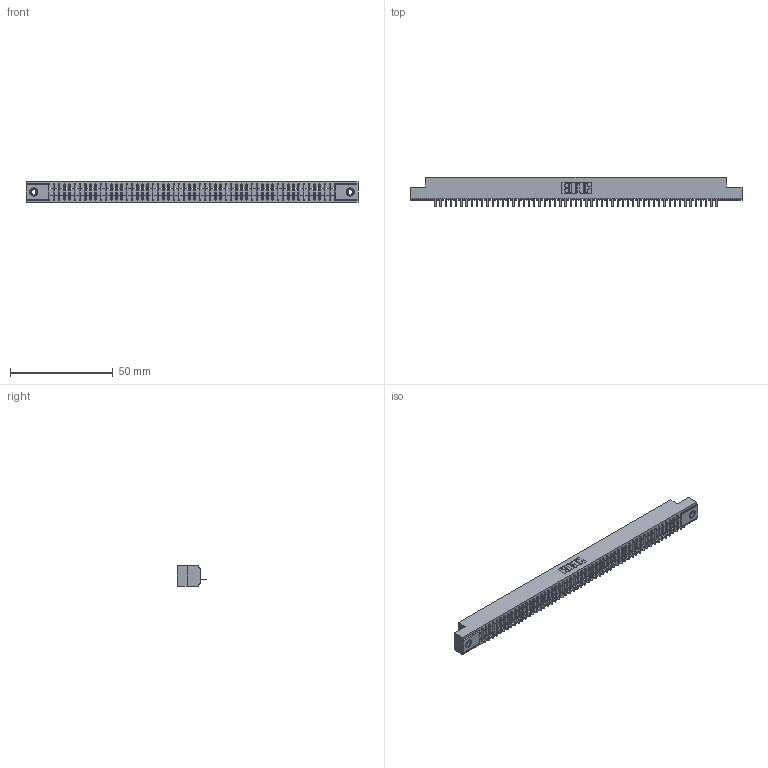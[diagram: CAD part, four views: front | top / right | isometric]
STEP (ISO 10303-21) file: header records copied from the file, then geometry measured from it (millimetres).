
FILE_DESCRIPTION (( 'STEP AP203' ), '1' );
FILE_NAME ('391-055-520-108.STEP', '2018-08-09T07:33:08', ( '' ), ( '' ), 'SwSTEP 2.0', 'SolidWorks 2016', '' );
FILE_SCHEMA (( 'CONFIG_CONTROL_DESIGN' ));
Length unit declared in the file: inch
Products named in the file (4): 341 Part_.156 (3.96) Dia Mounting Holes; 341-292-001_341-292-120; 345-250-001_345-250-003-102; 391-055-520-108
Assembly tree (58 placements, depth 2):
  391-055-520-108
    341 Part_.156 (3.96) Dia Mounting Holes
    341-292-001_341-292-120  x55
    345-250-001_345-250-003-102  x2
Bounding box: 161.93 x 14.27 x 10.16 mm (x, y, z)
Volume: 11570.9 mm3; surface area: 18178.5 mm2
Topology: 58 solids, 58 shells, 4686 faces, 13487 edges, 8650 vertices
Faces by surface type: plane 2905, cylinder 1545, sphere 112, torus 112, cone 12
Entity records: 64255 total; most frequent: CARTESIAN_POINT 10901, ORIENTED_EDGE 10882, DIRECTION 10523, EDGE_CURVE 5441, VECTOR 4407, LINE 4407, VERTEX_POINT 3436, AXIS2_PLACEMENT_3D 3058
